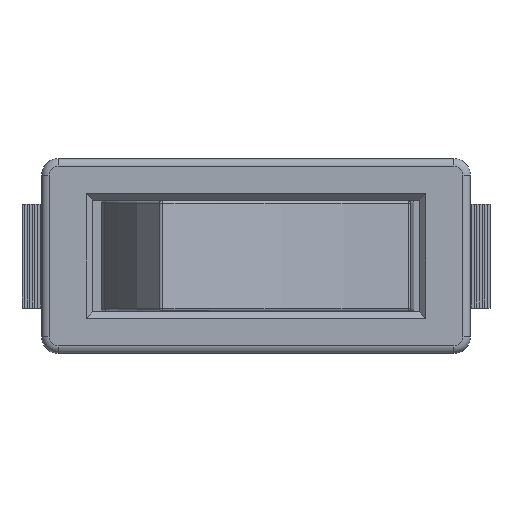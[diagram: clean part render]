
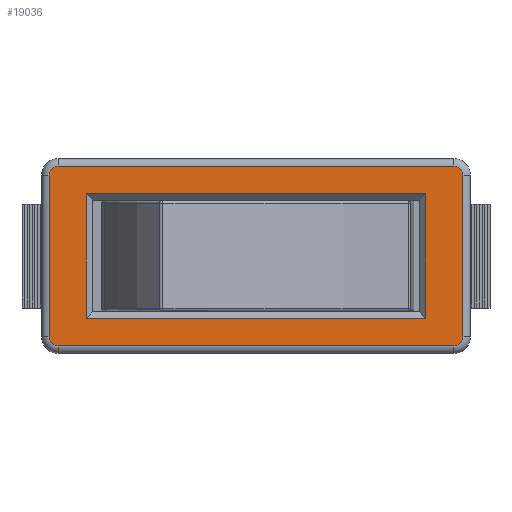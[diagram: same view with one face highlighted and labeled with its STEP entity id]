
A CAD part, top view. The second image highlights one B-rep face of the part: STEP entity #19036.
In plain terms, the highlighted planar face has unit normal (0, 0, 1).
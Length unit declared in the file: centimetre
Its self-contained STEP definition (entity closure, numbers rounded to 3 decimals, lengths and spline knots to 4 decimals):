
#1124=FACE_BOUND('',#3269,.T.);
#2141=FACE_OUTER_BOUND('',#3268,.T.);
#3268=EDGE_LOOP('',(#17214,#17215,#17216,#17217,#17218,#17219,#17220,#17221));
#3269=EDGE_LOOP('',(#17222,#17223,#17224,#17225));
#3467=CIRCLE('',#19949,0.07);
#3468=CIRCLE('',#19950,0.07);
#3469=CIRCLE('',#19951,0.07);
#3470=CIRCLE('',#19952,0.07);
#5387=LINE('',#33103,#7329);
#5391=LINE('',#33110,#7333);
#5394=LINE('',#33116,#7336);
#5396=LINE('',#33119,#7338);
#5402=LINE('',#33133,#7344);
#5403=LINE('',#33137,#7345);
#5404=LINE('',#33141,#7346);
#5405=LINE('',#33145,#7347);
#7329=VECTOR('',#23630,1.);
#7333=VECTOR('',#23636,1.);
#7336=VECTOR('',#23641,1.);
#7338=VECTOR('',#23645,1.);
#7344=VECTOR('',#23657,1.);
#7345=VECTOR('',#23660,1.);
#7346=VECTOR('',#23663,1.);
#7347=VECTOR('',#23666,1.);
#9138=VERTEX_POINT('',#33100);
#9139=VERTEX_POINT('',#33102);
#9141=VERTEX_POINT('',#33108);
#9143=VERTEX_POINT('',#33114);
#9147=VERTEX_POINT('',#33131);
#9148=VERTEX_POINT('',#33132);
#9149=VERTEX_POINT('',#33134);
#9150=VERTEX_POINT('',#33136);
#9151=VERTEX_POINT('',#33138);
#9152=VERTEX_POINT('',#33140);
#9153=VERTEX_POINT('',#33142);
#9154=VERTEX_POINT('',#33144);
#11851=EDGE_CURVE('',#9138,#9139,#5387,.T.);
#11855=EDGE_CURVE('',#9141,#9138,#5391,.T.);
#11858=EDGE_CURVE('',#9143,#9141,#5394,.T.);
#11860=EDGE_CURVE('',#9139,#9143,#5396,.T.);
#11866=EDGE_CURVE('',#9147,#9148,#5402,.T.);
#11867=EDGE_CURVE('',#9149,#9147,#3467,.T.);
#11868=EDGE_CURVE('',#9150,#9149,#5403,.T.);
#11869=EDGE_CURVE('',#9151,#9150,#3468,.T.);
#11870=EDGE_CURVE('',#9152,#9151,#5404,.T.);
#11871=EDGE_CURVE('',#9153,#9152,#3469,.T.);
#11872=EDGE_CURVE('',#9154,#9153,#5405,.T.);
#11873=EDGE_CURVE('',#9148,#9154,#3470,.T.);
#17214=ORIENTED_EDGE('',*,*,#11866,.F.);
#17215=ORIENTED_EDGE('',*,*,#11867,.F.);
#17216=ORIENTED_EDGE('',*,*,#11868,.F.);
#17217=ORIENTED_EDGE('',*,*,#11869,.F.);
#17218=ORIENTED_EDGE('',*,*,#11870,.F.);
#17219=ORIENTED_EDGE('',*,*,#11871,.F.);
#17220=ORIENTED_EDGE('',*,*,#11872,.F.);
#17221=ORIENTED_EDGE('',*,*,#11873,.F.);
#17222=ORIENTED_EDGE('',*,*,#11851,.F.);
#17223=ORIENTED_EDGE('',*,*,#11855,.F.);
#17224=ORIENTED_EDGE('',*,*,#11858,.F.);
#17225=ORIENTED_EDGE('',*,*,#11860,.F.);
#18016=PLANE('',#19948);
#19036=ADVANCED_FACE('',(#2141,#1124),#18016,.T.);
#19948=AXIS2_PLACEMENT_3D('',#33130,#23655,#23656);
#19949=AXIS2_PLACEMENT_3D('',#33135,#23658,#23659);
#19950=AXIS2_PLACEMENT_3D('',#33139,#23661,#23662);
#19951=AXIS2_PLACEMENT_3D('',#33143,#23664,#23665);
#19952=AXIS2_PLACEMENT_3D('',#33146,#23667,#23668);
#23630=DIRECTION('',(1.,0.,0.));
#23636=DIRECTION('',(0.,-1.,0.));
#23641=DIRECTION('',(-1.,0.,0.));
#23645=DIRECTION('',(0.,1.,0.));
#23655=DIRECTION('center_axis',(0.,0.,
1.));
#23656=DIRECTION('ref_axis',(1.,0.,0.));
#23657=DIRECTION('',(0.,1.,0.));
#23658=DIRECTION('center_axis',(0.,0.,
-1.));
#23659=DIRECTION('ref_axis',(-0.707,-0.707,0.));
#23660=DIRECTION('',(-1.,0.,0.));
#23661=DIRECTION('center_axis',(0.,0.,
-1.));
#23662=DIRECTION('ref_axis',(0.707,-0.707,0.));
#23663=DIRECTION('',(0.,-1.,0.));
#23664=DIRECTION('center_axis',(0.,0.,
-1.));
#23665=DIRECTION('ref_axis',(0.707,0.707,0.));
#23666=DIRECTION('',(1.,0.,0.));
#23667=DIRECTION('center_axis',(0.,0.,
-1.));
#23668=DIRECTION('ref_axis',(-0.707,0.707,0.));
#33100=CARTESIAN_POINT('',(-1.305,-0.48,1.9));
#33102=CARTESIAN_POINT('',(1.305,-0.48,1.9));
#33103=CARTESIAN_POINT('',(0.6775,-0.48,1.9));
#33108=CARTESIAN_POINT('',(-1.305,0.48,1.9));
#33110=CARTESIAN_POINT('',(-1.305,-0.265,1.9));
#33114=CARTESIAN_POINT('',(1.305,0.48,1.9));
#33116=CARTESIAN_POINT('',(-0.6775,0.48,1.9));
#33119=CARTESIAN_POINT('',(1.305,0.265,1.9));
#33130=CARTESIAN_POINT('Origin',(0.,0.,
1.9));
#33131=CARTESIAN_POINT('',(-1.59,-0.62,1.9));
#33132=CARTESIAN_POINT('',(-1.59,0.62,1.9));
#33133=CARTESIAN_POINT('',(-1.59,-0.31,1.9));
#33134=CARTESIAN_POINT('',(-1.52,-0.69,1.9));
#33135=CARTESIAN_POINT('Origin',(-1.52,-0.62,1.9));
#33136=CARTESIAN_POINT('',(1.52,-0.69,1.9));
#33137=CARTESIAN_POINT('',(0.76,-0.69,1.9));
#33138=CARTESIAN_POINT('',(1.59,-0.62,1.9));
#33139=CARTESIAN_POINT('Origin',(1.52,-0.62,1.9));
#33140=CARTESIAN_POINT('',(1.59,0.62,1.9));
#33141=CARTESIAN_POINT('',(1.59,0.31,1.9));
#33142=CARTESIAN_POINT('',(1.52,0.69,1.9));
#33143=CARTESIAN_POINT('Origin',(1.52,0.62,1.9));
#33144=CARTESIAN_POINT('',(-1.52,0.69,1.9));
#33145=CARTESIAN_POINT('',(-0.76,0.69,1.9));
#33146=CARTESIAN_POINT('Origin',(-1.52,0.62,1.9));
